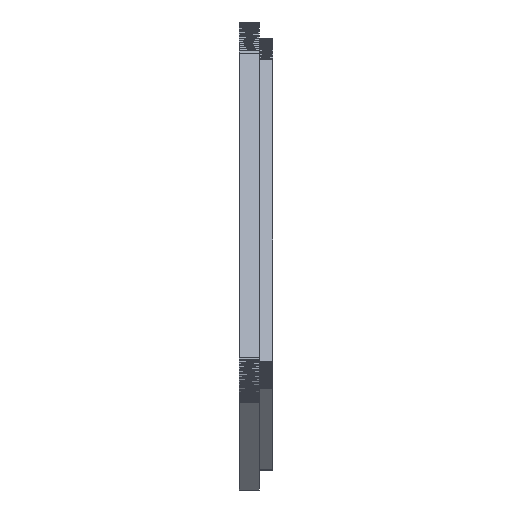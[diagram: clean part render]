
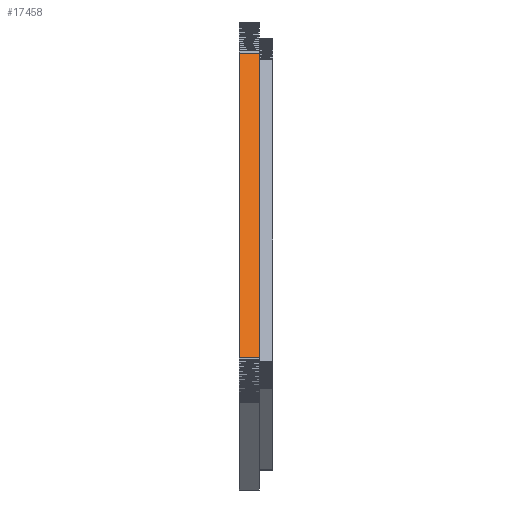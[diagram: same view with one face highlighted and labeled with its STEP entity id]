
A CAD part, left-side view. The second image highlights one B-rep face of the part: STEP entity #17458.
In plain terms, the highlighted planar face has unit normal (-0.922, 0, 0.388).
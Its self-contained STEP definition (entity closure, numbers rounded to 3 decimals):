
#145=PLANE('',#18423);
#1749=FACE_OUTER_BOUND('',#2883,.T.);
#2883=EDGE_LOOP('',(#14303,#14304,#14305,#14306));
#4532=LINE('',#29866,#6448);
#4560=LINE('',#29922,#6476);
#4561=LINE('',#29924,#6477);
#4562=LINE('',#29925,#6478);
#6448=VECTOR('',#20495,10.);
#6476=VECTOR('',#20527,10.);
#6477=VECTOR('',#20528,10.);
#6478=VECTOR('',#20529,10.);
#8783=VERTEX_POINT('',#29863);
#8784=VERTEX_POINT('',#29865);
#8810=VERTEX_POINT('',#29921);
#8811=VERTEX_POINT('',#29923);
#10631=EDGE_CURVE('',#8783,#8784,#4532,.T.);
#10659=EDGE_CURVE('',#8783,#8810,#4560,.T.);
#10660=EDGE_CURVE('',#8810,#8811,#4561,.T.);
#10661=EDGE_CURVE('',#8784,#8811,#4562,.T.);
#14303=ORIENTED_EDGE('',*,*,#10631,.F.);
#14304=ORIENTED_EDGE('',*,*,#10659,.T.);
#14305=ORIENTED_EDGE('',*,*,#10660,.T.);
#14306=ORIENTED_EDGE('',*,*,#10661,.F.);
#17458=ADVANCED_FACE('',(#1749),#145,.T.);
#18423=AXIS2_PLACEMENT_3D('',#29920,#20525,#20526);
#20495=DIRECTION('',(0.388,0.,0.922));
#20525=DIRECTION('center_axis',(-0.922,0.,0.388));
#20526=DIRECTION('ref_axis',(0.388,0.,0.922));
#20527=DIRECTION('',(0.,-1.,0.));
#20528=DIRECTION('',(0.388,0.,0.922));
#20529=DIRECTION('',(0.,-1.,0.));
#29863=CARTESIAN_POINT('',(-14.564,25.629,74.609));
#29865=CARTESIAN_POINT('',(-7.001,25.629,92.577));
#29866=CARTESIAN_POINT('',(-11.17,25.629,82.672));
#29920=CARTESIAN_POINT('Origin',(-7.001,24.429,92.577));
#29921=CARTESIAN_POINT('',(-14.564,24.429,74.609));
#29922=CARTESIAN_POINT('',(-14.564,25.629,74.609));
#29923=CARTESIAN_POINT('',(-7.001,24.429,92.577));
#29924=CARTESIAN_POINT('',(-14.564,24.429,74.609));
#29925=CARTESIAN_POINT('',(-7.001,24.429,92.577));
